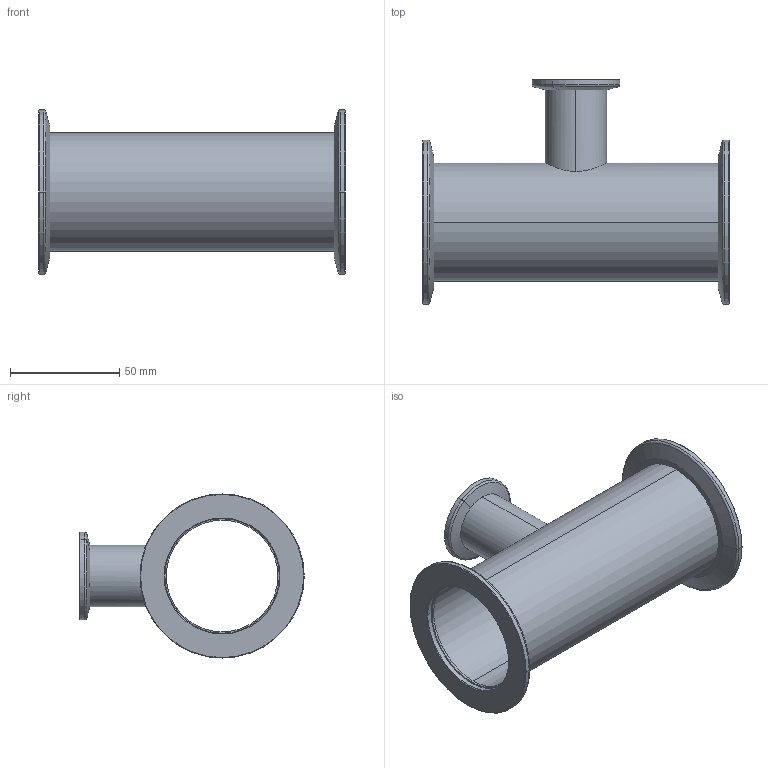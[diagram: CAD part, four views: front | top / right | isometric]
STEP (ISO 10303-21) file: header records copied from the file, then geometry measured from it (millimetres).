
FILE_DESCRIPTION (( 'STEP AP214' ), '1' );
FILE_NAME ('Hositrad_KTR50-25.STEP', '2017-06-08T08:58:40', ( 'Gebruiker' ), ( '' ), 'SwSTEP 2.0', 'SolidWorks 2017', '' );
FILE_SCHEMA (( 'AUTOMOTIVE_DESIGN' ));
Length unit declared in the file: millimetre
Products named in the file (4): KF25-WS_KF25-28Ws; KF50WS_KF50-54; Hositrad_KTR50-25; KF-Tee-Tube-All_KTR50-25
Assembly tree (4 placements, depth 2):
  Hositrad_KTR50-25
    KF-Tee-Tube-All_KTR50-25
    KF50WS_KF50-54  x2
    KF25-WS_KF25-28Ws
Bounding box: 140 x 102.5 x 75 mm (x, y, z)
Volume: 58502.2 mm3; surface area: 64270.1 mm2
Topology: 4 solids, 4 shells, 66 faces, 134 edges, 82 vertices
Faces by surface type: cylinder 32, plane 14, cone 14, torus 6
Entity records: 1590 total; most frequent: CARTESIAN_POINT 401, DIRECTION 254, ORIENTED_EDGE 188, AXIS2_PLACEMENT_3D 111, EDGE_CURVE 94, CIRCLE 58, EDGE_LOOP 58, VERTEX_POINT 58
